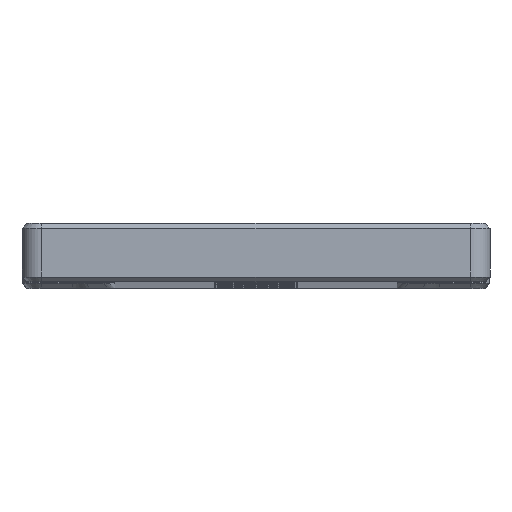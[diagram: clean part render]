
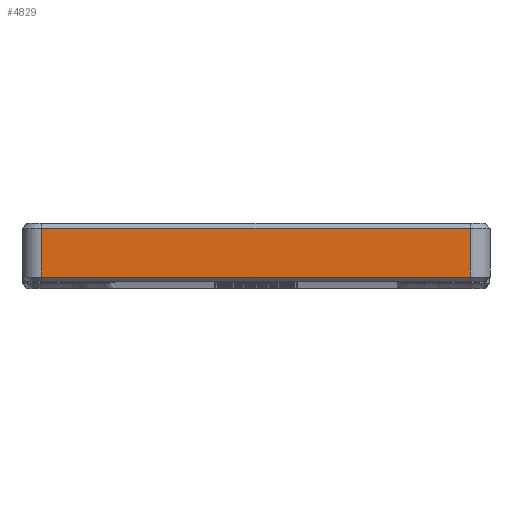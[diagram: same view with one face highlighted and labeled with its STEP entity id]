
A CAD part, top view. The second image highlights one B-rep face of the part: STEP entity #4829.
In plain terms, the highlighted planar face has unit normal (0, 0, 1).
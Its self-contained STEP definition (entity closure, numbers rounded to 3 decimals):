
#431 = ORIENTED_EDGE ( 'NONE', *, *, #3390, .T. ) ;
#876 = EDGE_LOOP ( 'NONE', ( #431, #8794, #3394, #6865 ) ) ;
#1109 = LINE ( 'NONE', #8282, #7275 ) ;
#1424 = DIRECTION ( 'NONE',  ( -1., 0., 0. ) ) ;
#1562 = LINE ( 'NONE', #7255, #5467 ) ;
#2509 = CARTESIAN_POINT ( 'NONE',  ( -22., 5.5, 193.01 ) ) ;
#3152 = CARTESIAN_POINT ( 'NONE',  ( 22., 0.5, 193.01 ) ) ;
#3390 = EDGE_CURVE ( 'NONE', #6011, #5944, #1562, .T. ) ;
#3394 = ORIENTED_EDGE ( 'NONE', *, *, #3556, .F. ) ;
#3475 = DIRECTION ( 'NONE',  ( 0., 0., -1. ) ) ;
#3556 = EDGE_CURVE ( 'NONE', #5219, #7062, #1109, .T. ) ;
#3938 = DIRECTION ( 'NONE',  ( 0., -1., 0. ) ) ;
#3999 = DIRECTION ( 'NONE',  ( -1., 0., 0. ) ) ;
#4200 = CARTESIAN_POINT ( 'NONE',  ( -22., 0.5, 193.01 ) ) ;
#4302 = PLANE ( 'NONE',  #8629 ) ;
#4752 = VECTOR ( 'NONE', #3999, 1000. ) ;
#4829 = ADVANCED_FACE ( 'NONE', ( #7770 ), #4302, .F. ) ;
#5219 = VERTEX_POINT ( 'NONE', #8516 ) ;
#5467 = VECTOR ( 'NONE', #7997, 1000. ) ;
#5748 = CARTESIAN_POINT ( 'NONE',  ( -22., 5.5, 193.01 ) ) ;
#5944 = VERTEX_POINT ( 'NONE', #4200 ) ;
#6011 = VERTEX_POINT ( 'NONE', #5748 ) ;
#6139 = LINE ( 'NONE', #2509, #4752 ) ;
#6224 = EDGE_CURVE ( 'NONE', #5219, #6011, #6139, .T. ) ;
#6745 = VECTOR ( 'NONE', #7140, 1000. ) ;
#6865 = ORIENTED_EDGE ( 'NONE', *, *, #6224, .T. ) ;
#7062 = VERTEX_POINT ( 'NONE', #3152 ) ;
#7140 = DIRECTION ( 'NONE',  ( 1., 0., 0. ) ) ;
#7255 = CARTESIAN_POINT ( 'NONE',  ( -22., 6., 193.01 ) ) ;
#7275 = VECTOR ( 'NONE', #3938, 1000. ) ;
#7770 = FACE_OUTER_BOUND ( 'NONE', #876, .T. ) ;
#7997 = DIRECTION ( 'NONE',  ( 0., -1., 0. ) ) ;
#8282 = CARTESIAN_POINT ( 'NONE',  ( 22., 6., 193.01 ) ) ;
#8516 = CARTESIAN_POINT ( 'NONE',  ( 22., 5.5, 193.01 ) ) ;
#8526 = CARTESIAN_POINT ( 'NONE',  ( -22., 6., 193.01 ) ) ;
#8551 = CARTESIAN_POINT ( 'NONE',  ( 22., 0.5, 193.01 ) ) ;
#8629 = AXIS2_PLACEMENT_3D ( 'NONE', #8526, #3475, #1424 ) ;
#8686 = LINE ( 'NONE', #8551, #6745 ) ;
#8794 = ORIENTED_EDGE ( 'NONE', *, *, #8968, .T. ) ;
#8968 = EDGE_CURVE ( 'NONE', #5944, #7062, #8686, .T. ) ;
